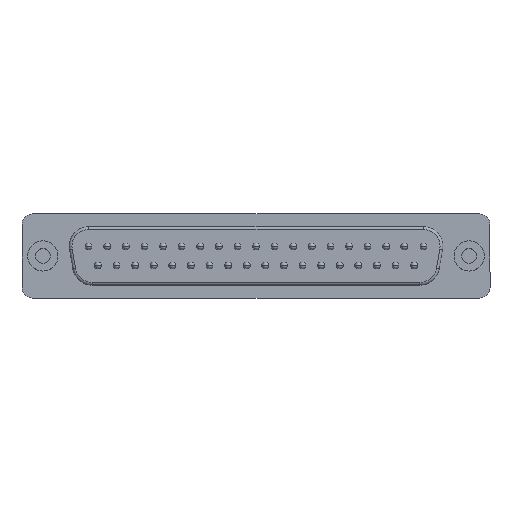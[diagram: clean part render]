
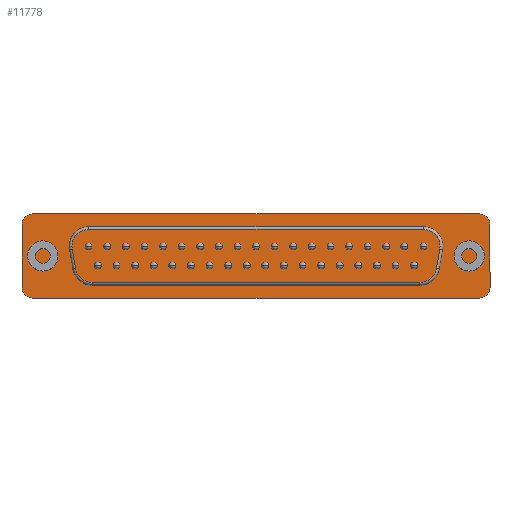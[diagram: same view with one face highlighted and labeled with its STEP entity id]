
A CAD part, top view. The second image highlights one B-rep face of the part: STEP entity #11778.
In plain terms, the highlighted planar face has unit normal (0, 0, 1).
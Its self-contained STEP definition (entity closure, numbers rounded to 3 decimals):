
#11512=CARTESIAN_POINT('',(-33.25,-6.275,6.0));
#11513=VERTEX_POINT('',#11512);
#11514=CARTESIAN_POINT('',(-34.85,-4.675,6.0));
#11515=VERTEX_POINT('',#11514);
#11516=CARTESIAN_POINT('',(-33.25,-4.675,6.0));
#11517=DIRECTION('',(0.0,0.0,-1.0));
#11518=DIRECTION('',(-0.707,-0.707,0.0));
#11519=AXIS2_PLACEMENT_3D('',#11516,#11517,#11518);
#11520=CIRCLE('',#11519,1.6);
#11521=EDGE_CURVE('',#11513,#11515,#11520,.T.);
#11554=CARTESIAN_POINT('',(-34.85,4.675,6.0));
#11555=VERTEX_POINT('',#11554);
#11556=CARTESIAN_POINT('',(-34.85,-4.675,6.0));
#11557=DIRECTION('',(0.0,1.0,0.0));
#11558=VECTOR('',#11557,9.35);
#11559=LINE('',#11556,#11558);
#11560=EDGE_CURVE('',#11515,#11555,#11559,.T.);
#11585=CARTESIAN_POINT('',(-33.25,6.275,6.0));
#11586=VERTEX_POINT('',#11585);
#11587=CARTESIAN_POINT('',(-33.25,4.675,6.0));
#11588=DIRECTION('',(0.0,0.0,-1.0));
#11589=DIRECTION('',(-0.707,0.707,0.0));
#11590=AXIS2_PLACEMENT_3D('',#11587,#11588,#11589);
#11591=CIRCLE('',#11590,1.6);
#11592=EDGE_CURVE('',#11555,#11586,#11591,.T.);
#11618=CARTESIAN_POINT('',(33.25,6.275,6.0));
#11619=VERTEX_POINT('',#11618);
#11620=CARTESIAN_POINT('',(-33.25,6.275,6.0));
#11621=DIRECTION('',(1.0,0.0,0.0));
#11622=VECTOR('',#11621,66.5);
#11623=LINE('',#11620,#11622);
#11624=EDGE_CURVE('',#11586,#11619,#11623,.T.);
#11649=CARTESIAN_POINT('',(34.85,4.675,6.0));
#11650=VERTEX_POINT('',#11649);
#11651=CARTESIAN_POINT('',(33.25,4.675,6.0));
#11652=DIRECTION('',(0.0,0.0,-1.));
#11653=DIRECTION('',(0.707,0.707,0.0));
#11654=AXIS2_PLACEMENT_3D('',#11651,#11652,#11653);
#11655=CIRCLE('',#11654,1.6);
#11656=EDGE_CURVE('',#11619,#11650,#11655,.T.);
#11682=CARTESIAN_POINT('',(34.85,-4.675,6.0));
#11683=VERTEX_POINT('',#11682);
#11684=CARTESIAN_POINT('',(34.85,4.675,6.0));
#11685=DIRECTION('',(0.0,-1.0,0.0));
#11686=VECTOR('',#11685,9.35);
#11687=LINE('',#11684,#11686);
#11688=EDGE_CURVE('',#11650,#11683,#11687,.T.);
#11713=CARTESIAN_POINT('',(33.25,-6.275,6.0));
#11714=VERTEX_POINT('',#11713);
#11715=CARTESIAN_POINT('',(33.25,-4.675,6.0));
#11716=DIRECTION('',(0.0,0.0,-1.0));
#11717=DIRECTION('',(0.707,-0.707,0.0));
#11718=AXIS2_PLACEMENT_3D('',#11715,#11716,#11717);
#11719=CIRCLE('',#11718,1.6);
#11720=EDGE_CURVE('',#11683,#11714,#11719,.T.);
#11746=CARTESIAN_POINT('',(33.25,-6.275,6.0));
#11747=DIRECTION('',(-1.0,0.0,0.0));
#11748=VECTOR('',#11747,66.5);
#11749=LINE('',#11746,#11748);
#11750=EDGE_CURVE('',#11714,#11513,#11749,.T.);
#11763=CARTESIAN_POINT('',(0.,0.,6.0));
#11764=DIRECTION('',(0.0,0.0,1.0));
#11765=DIRECTION('',(1.0,0.0,0.0));
#11766=AXIS2_PLACEMENT_3D('',#11763,#11764,#11765);
#11767=PLANE('',#11766);
#11768=ORIENTED_EDGE('',*,*,#11521,.F.);
#11769=ORIENTED_EDGE('',*,*,#11750,.F.);
#11770=ORIENTED_EDGE('',*,*,#11720,.F.);
#11771=ORIENTED_EDGE('',*,*,#11688,.F.);
#11772=ORIENTED_EDGE('',*,*,#11656,.F.);
#11773=ORIENTED_EDGE('',*,*,#11624,.F.);
#11774=ORIENTED_EDGE('',*,*,#11592,.F.);
#11775=ORIENTED_EDGE('',*,*,#11560,.F.);
#11776=EDGE_LOOP('',(#11768,#11769,#11770,#11771,#11772,#11773,#11774,#11775));
#11777=FACE_OUTER_BOUND('',#11776,.T.);
#11778=ADVANCED_FACE('',(#11777),#11767,.T.);
